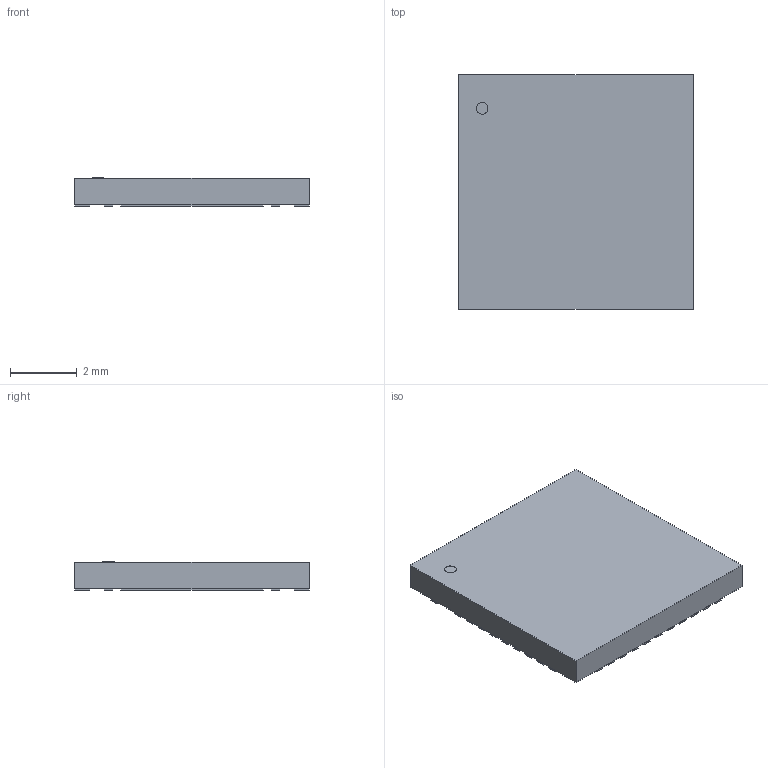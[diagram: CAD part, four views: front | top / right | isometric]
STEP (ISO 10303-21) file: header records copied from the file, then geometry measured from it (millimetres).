
FILE_DESCRIPTION(('STEP AP214'),'1');
FILE_NAME('QFN37_7X7_TRI','2020-09-03T04:59:43',(''),(''),'','','');
FILE_SCHEMA(('AUTOMOTIVE_DESIGN'));
Length unit declared in the file: millimetre
Products named in the file (1): product
Bounding box: 7.01 x 7.01 x 0.84 mm (x, y, z)
Volume: 39.7 mm3; surface area: 166.1 mm2
Topology: 40 solids, 40 shells, 237 faces, 471 edges, 314 vertices
Faces by surface type: plane 236, cylinder 1
Full cylindrical faces by diameter (mm): 0.351 x1
Entity records: 5728 total; most frequent: DIRECTION 950, ORIENTED_EDGE 940, CARTESIAN_POINT 555, EDGE_CURVE 470, LINE 468, VECTOR 468, VERTEX_POINT 314, AXIS2_PLACEMENT_3D 241
